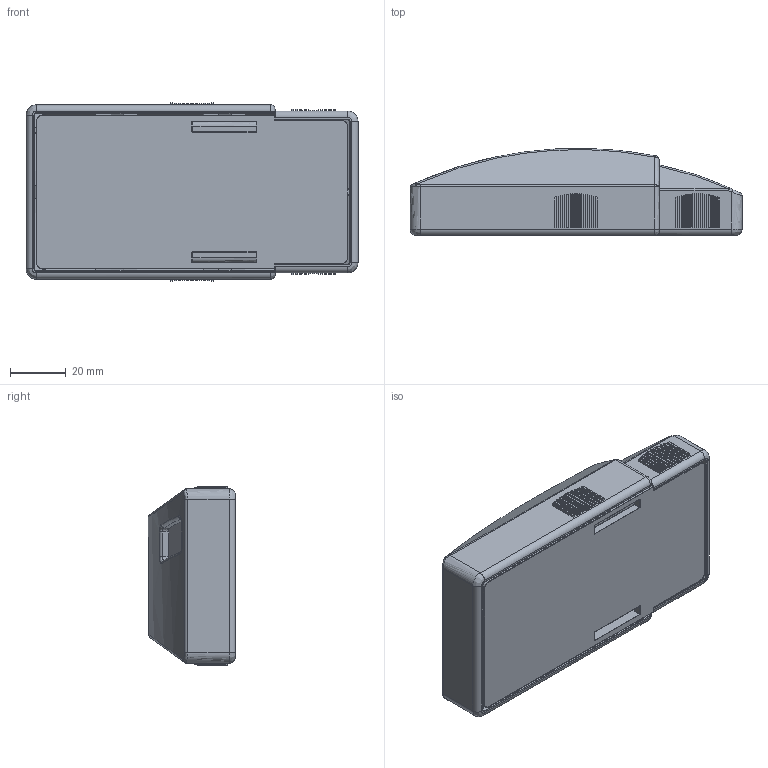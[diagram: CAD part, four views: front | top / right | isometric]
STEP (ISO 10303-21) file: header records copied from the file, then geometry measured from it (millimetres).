
FILE_DESCRIPTION(('FreeCAD Model'),'2;1');
FILE_NAME('Open CASCADE Shape Model','2025-04-29T12:30:48',('FreeCAD'),( 'FreeCAD'),'Open CASCADE STEP processor 7.6','FreeCAD','Unknown');
FILE_SCHEMA(('AUTOMOTIVE_DESIGN { 1 0 10303 214 1 1 1 1 }'));
Products named in the file (1): Open CASCADE STEP translator 7.6 1
Bounding box: 118.94 x 31.2 x 63.91 mm (x, y, z)
Volume: 85970.3 mm3; surface area: 66498.5 mm2
Topology: 4 solids, 4 shells, 2706 faces, 5837 edges, 3179 vertices
Faces by surface type: bspline 2706
Entity records: 81566 total; most frequent: CARTESIAN_POINT 49409, ORIENTED_EDGE 11656, EDGE_CURVE 5828, VERTEX_POINT 3179, B_SPLINE_CURVE_WITH_KNOTS 2812, FACE_BOUND 2765, EDGE_LOOP 2765, ADVANCED_FACE 2706
